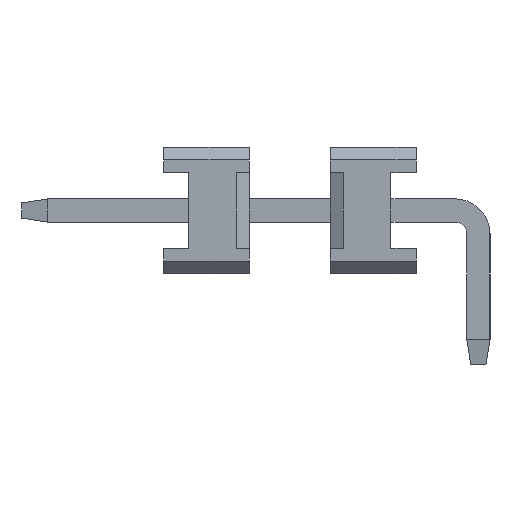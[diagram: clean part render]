
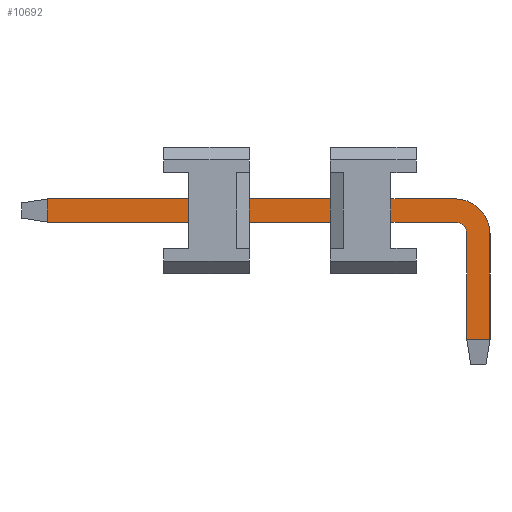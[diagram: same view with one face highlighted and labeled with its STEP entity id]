
A CAD part, left-side view. The second image highlights one B-rep face of the part: STEP entity #10692.
In plain terms, the highlighted planar face has unit normal (-1, 0, 0).
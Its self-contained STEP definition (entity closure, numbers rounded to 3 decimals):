
#10446=CARTESIAN_POINT('',(-0.23,7.3,-0.23));
#10447=VERTEX_POINT('',#10446);
#10470=CARTESIAN_POINT('',(-0.23,7.3,0.23));
#10471=VERTEX_POINT('',#10470);
#10472=CARTESIAN_POINT('',(-0.23,7.3,-0.23));
#10473=DIRECTION('',(0.,0.,1.));
#10474=VECTOR('',#10473,0.46);
#10475=LINE('',#10472,#10474);
#10476=EDGE_CURVE('',#10447,#10471,#10475,.T.);
#10517=CARTESIAN_POINT('',(-0.23,-0.77,0.23));
#10518=VERTEX_POINT('',#10517);
#10519=CARTESIAN_POINT('',(-0.23,7.3,0.23));
#10520=DIRECTION('',(0.,-1.,0.));
#10521=VECTOR('',#10520,8.07);
#10522=LINE('',#10519,#10521);
#10523=EDGE_CURVE('',#10471,#10518,#10522,.T.);
#10624=CARTESIAN_POINT('',(-0.23,-0.77,-0.23));
#10625=VERTEX_POINT('',#10624);
#10632=CARTESIAN_POINT('',(-0.23,-0.77,-0.23));
#10633=DIRECTION('',(0.,1.,0.));
#10634=VECTOR('',#10633,8.07);
#10635=LINE('',#10632,#10634);
#10636=EDGE_CURVE('',#10625,#10447,#10635,.T.);
#10642=CARTESIAN_POINT('',(-0.23,7.8,0.23));
#10643=DIRECTION('',(0.,0.,-1.));
#10644=DIRECTION('',(-1.,-0.,-0.));
#10645=AXIS2_PLACEMENT_3D('',#10642,#10644,#10643);
#10646=PLANE('',#10645);
#10647=ORIENTED_EDGE('',*,*,#10636,.F.);
#10648=CARTESIAN_POINT('',(-0.23,-1.,-0.46));
#10649=VERTEX_POINT('',#10648);
#10650=CARTESIAN_POINT('',(-0.23,-0.77,-0.46));
#10651=DIRECTION('',(0.,0.,1.));
#10652=DIRECTION('',(1.,0.,0.));
#10653=AXIS2_PLACEMENT_3D('',#10650,#10652,#10651);
#10654=CIRCLE('',#10653,0.23);
#10655=EDGE_CURVE('',#10625,#10649,#10654,.T.);
#10656=ORIENTED_EDGE('',*,*,#10655,.T.);
#10657=CARTESIAN_POINT('',(-0.23,-1.,-2.55));
#10658=VERTEX_POINT('',#10657);
#10659=CARTESIAN_POINT('',(-0.23,-1.,-0.46));
#10660=DIRECTION('',(0.,0.,-1.));
#10661=VECTOR('',#10660,2.09);
#10662=LINE('',#10659,#10661);
#10663=EDGE_CURVE('',#10649,#10658,#10662,.T.);
#10664=ORIENTED_EDGE('',*,*,#10663,.T.);
#10665=CARTESIAN_POINT('',(-0.23,-1.46,-2.55));
#10666=VERTEX_POINT('',#10665);
#10667=CARTESIAN_POINT('',(-0.23,-1.,-2.55));
#10668=DIRECTION('',(0.,-1.,0.));
#10669=VECTOR('',#10668,0.46);
#10670=LINE('',#10667,#10669);
#10671=EDGE_CURVE('',#10658,#10666,#10670,.T.);
#10672=ORIENTED_EDGE('',*,*,#10671,.T.);
#10673=CARTESIAN_POINT('',(-0.23,-1.46,-0.46));
#10674=VERTEX_POINT('',#10673);
#10675=CARTESIAN_POINT('',(-0.23,-1.46,-2.55));
#10676=DIRECTION('',(0.,0.,1.));
#10677=VECTOR('',#10676,2.09);
#10678=LINE('',#10675,#10677);
#10679=EDGE_CURVE('',#10666,#10674,#10678,.T.);
#10680=ORIENTED_EDGE('',*,*,#10679,.T.);
#10681=CARTESIAN_POINT('',(-0.23,-0.77,-0.46));
#10682=DIRECTION('',(0.,-1.,0.));
#10683=DIRECTION('',(-1.,0.,0.));
#10684=AXIS2_PLACEMENT_3D('',#10681,#10683,#10682);
#10685=CIRCLE('',#10684,0.69);
#10686=EDGE_CURVE('',#10674,#10518,#10685,.T.);
#10687=ORIENTED_EDGE('',*,*,#10686,.T.);
#10688=ORIENTED_EDGE('',*,*,#10523,.F.);
#10689=ORIENTED_EDGE('',*,*,#10476,.F.);
#10690=EDGE_LOOP('',(#10647,#10656,#10664,#10672,#10680,#10687,#10688,#10689));
#10691=FACE_OUTER_BOUND('',#10690,.T.);
#10692=ADVANCED_FACE('',(#10691),#10646,.T.);
